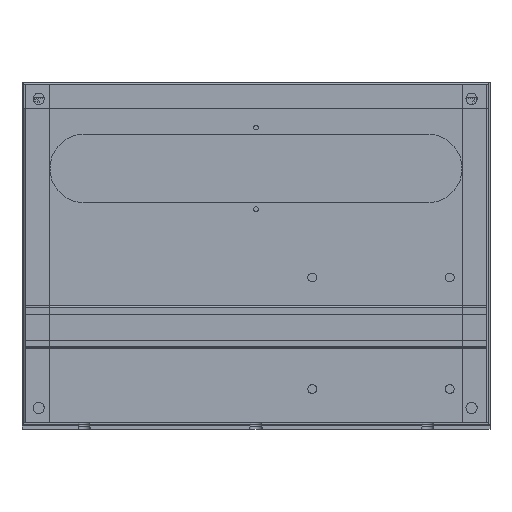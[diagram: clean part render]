
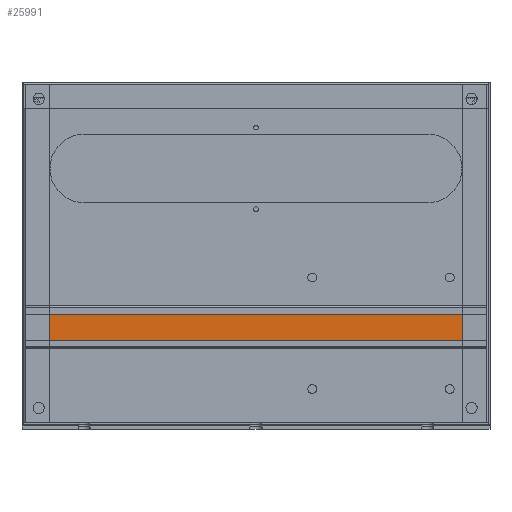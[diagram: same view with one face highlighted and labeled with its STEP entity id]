
A CAD part, top view. The second image highlights one B-rep face of the part: STEP entity #25991.
In plain terms, the highlighted planar face has unit normal (0, 0, 1).
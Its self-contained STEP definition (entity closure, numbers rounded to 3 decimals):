
#2847 = CARTESIAN_POINT ( 'NONE',  ( 268.5, 137.5, 689. ) ) ;
#2852 = DIRECTION ( 'NONE',  ( 0., 0., -1. ) ) ;
#2902 = VERTEX_POINT ( 'NONE', #26782 ) ;
#5692 = VECTOR ( 'NONE', #18455, 1000. ) ;
#7292 = CARTESIAN_POINT ( 'NONE',  ( 268.5, 92.5, 689. ) ) ;
#8672 = EDGE_CURVE ( 'NONE', #2902, #18585, #31795, .T. ) ;
#9964 = ORIENTED_EDGE ( 'NONE', *, *, #29468, .F. ) ;
#10481 = LINE ( 'NONE', #32798, #25307 ) ;
#11292 = DIRECTION ( 'NONE',  ( 0., -1., 0. ) ) ;
#13716 = CARTESIAN_POINT ( 'NONE',  ( 268.5, 92.5, 689. ) ) ;
#13868 = FACE_OUTER_BOUND ( 'NONE', #21575, .T. ) ;
#14055 = ORIENTED_EDGE ( 'NONE', *, *, #8672, .F. ) ;
#14136 = ORIENTED_EDGE ( 'NONE', *, *, #30057, .T. ) ;
#14785 = VECTOR ( 'NONE', #31576, 1000. ) ;
#16102 = LINE ( 'NONE', #13716, #20390 ) ;
#16998 = VERTEX_POINT ( 'NONE', #19557 ) ;
#17028 = EDGE_CURVE ( 'NONE', #2902, #21802, #16102, .T. ) ;
#18046 = CARTESIAN_POINT ( 'NONE',  ( -268.5, 92.5, 689. ) ) ;
#18455 = DIRECTION ( 'NONE',  ( -1., 0., 0. ) ) ;
#18585 = VERTEX_POINT ( 'NONE', #26675 ) ;
#18886 = DIRECTION ( 'NONE',  ( -1., 0., 0. ) ) ;
#19557 = CARTESIAN_POINT ( 'NONE',  ( -268.5, 137.5, 689. ) ) ;
#20390 = VECTOR ( 'NONE', #30727, 1000. ) ;
#21575 = EDGE_LOOP ( 'NONE', ( #14136, #9964, #14055, #34000 ) ) ;
#21802 = VERTEX_POINT ( 'NONE', #2847 ) ;
#23335 = LINE ( 'NONE', #18046, #14785 ) ;
#25019 = PLANE ( 'NONE',  #35077 ) ;
#25307 = VECTOR ( 'NONE', #18886, 1000. ) ;
#25991 = ADVANCED_FACE ( 'NONE', ( #13868 ), #25019, .F. ) ;
#26675 = CARTESIAN_POINT ( 'NONE',  ( -268.5, 92.5, 689. ) ) ;
#26782 = CARTESIAN_POINT ( 'NONE',  ( 268.5, 92.5, 689. ) ) ;
#27950 = CARTESIAN_POINT ( 'NONE',  ( 268.5, 92.5, 689. ) ) ;
#29468 = EDGE_CURVE ( 'NONE', #18585, #16998, #23335, .T. ) ;
#30057 = EDGE_CURVE ( 'NONE', #21802, #16998, #10481, .T. ) ;
#30727 = DIRECTION ( 'NONE',  ( 0., 1., 0. ) ) ;
#31576 = DIRECTION ( 'NONE',  ( 0., 1., 0. ) ) ;
#31795 = LINE ( 'NONE', #7292, #5692 ) ;
#32798 = CARTESIAN_POINT ( 'NONE',  ( 268.5, 137.5, 689. ) ) ;
#34000 = ORIENTED_EDGE ( 'NONE', *, *, #17028, .T. ) ;
#35077 = AXIS2_PLACEMENT_3D ( 'NONE', #27950, #2852, #11292 ) ;
